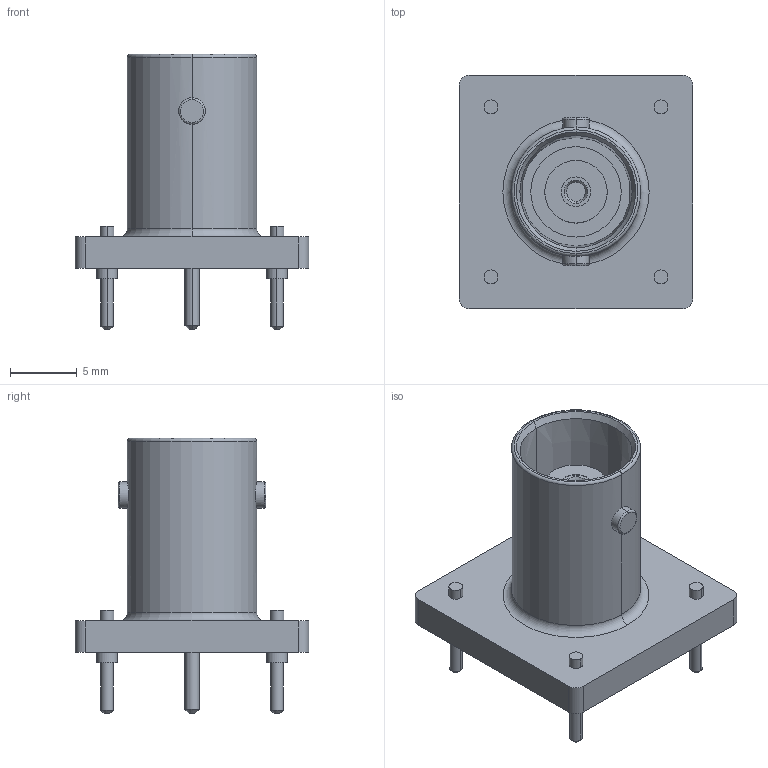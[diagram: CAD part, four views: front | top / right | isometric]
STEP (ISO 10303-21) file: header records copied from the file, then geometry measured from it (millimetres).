
FILE_DESCRIPTION((''),'2;1');
FILE_NAME('C-5414460-1','2015-12-04T',('workeradm'),('Tyco Electronics Ltd.'),'CREO PARAMETRIC BY PTC INC, 2015200','CREO PARAMETRIC BY PTC INC, 2015200','');
FILE_SCHEMA(('AUTOMOTIVE_DESIGN { 1 0 10303 214 1 1 1 1 }'));
Length unit declared in the file: millimetre
Products named in the file (1): C-5414460-1
Bounding box: 17.45 x 17.45 x 20.57 mm (x, y, z)
Volume: 1369.7 mm3; surface area: 1560.5 mm2
Topology: 1 solids, 1 shells, 98 faces, 202 edges, 126 vertices
Faces by surface type: cylinder 44, plane 28, cone 18, torus 8
Entity records: 2724 total; most frequent: DIRECTION 516, CARTESIAN_POINT 496, ORIENTED_EDGE 404, AXIS2_PLACEMENT_3D 220, EDGE_CURVE 202, VERTEX_POINT 126, CIRCLE 122, EDGE_LOOP 118
